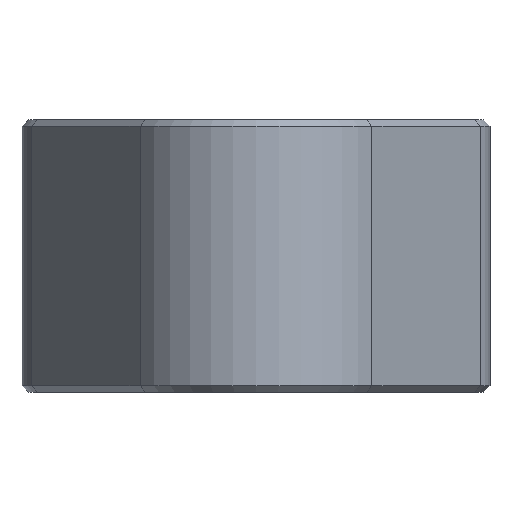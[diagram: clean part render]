
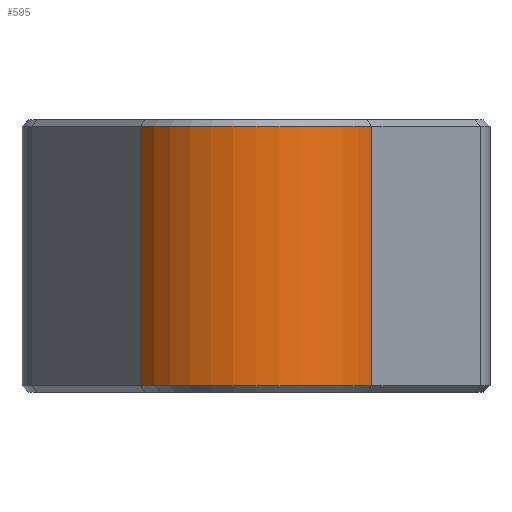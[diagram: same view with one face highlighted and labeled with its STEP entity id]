
A CAD part, left-side view. The second image highlights one B-rep face of the part: STEP entity #595.
In plain terms, the highlighted cylindrical face has radius 3.96 mm (diameter 7.92 mm), a partial arc.
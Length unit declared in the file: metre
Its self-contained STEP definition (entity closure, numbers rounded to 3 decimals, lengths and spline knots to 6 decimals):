
#30=LINE('',#930,#70);
#41=LINE('',#964,#81);
#70=VECTOR('',#733,1.);
#81=VECTOR('',#768,1.);
#162=ORIENTED_EDGE('',*,*,#280,.F.);
#163=ORIENTED_EDGE('',*,*,#308,.T.);
#164=ORIENTED_EDGE('',*,*,#297,.T.);
#165=ORIENTED_EDGE('',*,*,#309,.T.);
#280=EDGE_CURVE('',#356,#357,#30,.T.);
#297=EDGE_CURVE('',#368,#369,#41,.T.);
#308=EDGE_CURVE('',#356,#368,#420,.F.);
#309=EDGE_CURVE('',#369,#357,#421,.T.);
#356=VERTEX_POINT('',#929);
#357=VERTEX_POINT('',#931);
#368=VERTEX_POINT('',#965);
#369=VERTEX_POINT('',#966);
#420=CIRCLE('',#669,0.00396);
#421=CIRCLE('',#670,0.00396);
#457=EDGE_LOOP('',(#162,#163,#164,#165));
#523=FACE_BOUND('',#457,.T.);
#579=CYLINDRICAL_SURFACE('',#668,0.00396);
#595=ADVANCED_FACE('',(#523),#579,.T.);
#668=AXIS2_PLACEMENT_3D('',#989,#795,#796);
#669=AXIS2_PLACEMENT_3D('',#990,#797,#798);
#670=AXIS2_PLACEMENT_3D('',#991,#799,#800);
#733=DIRECTION('',(0.,0.,-1.));
#768=DIRECTION('',(0.,0.,-1.));
#795=DIRECTION('',(0.,0.,-1.));
#796=DIRECTION('',(-1.,0.,0.));
#797=DIRECTION('',(0.,0.,1.));
#798=DIRECTION('',(1.,0.,0.));
#799=DIRECTION('',(0.,0.,1.));
#800=DIRECTION('',(1.,0.,0.));
#929=CARTESIAN_POINT('',(-0.006085,-0.003367,0.00772));
#930=CARTESIAN_POINT('',(-0.006085,-0.003367,0.00792));
#931=CARTESIAN_POINT('',(-0.006085,-0.003367,0.0002));
#964=CARTESIAN_POINT('',(-0.006085,0.003367,0.00792));
#965=CARTESIAN_POINT('',(-0.006085,0.003367,0.00772));
#966=CARTESIAN_POINT('',(-0.006085,0.003367,0.0002));
#989=CARTESIAN_POINT('',(-0.004,0.,0.00792));
#990=CARTESIAN_POINT('',(-0.004,0.,0.00772));
#991=CARTESIAN_POINT('',(-0.004,0.,0.0002));
